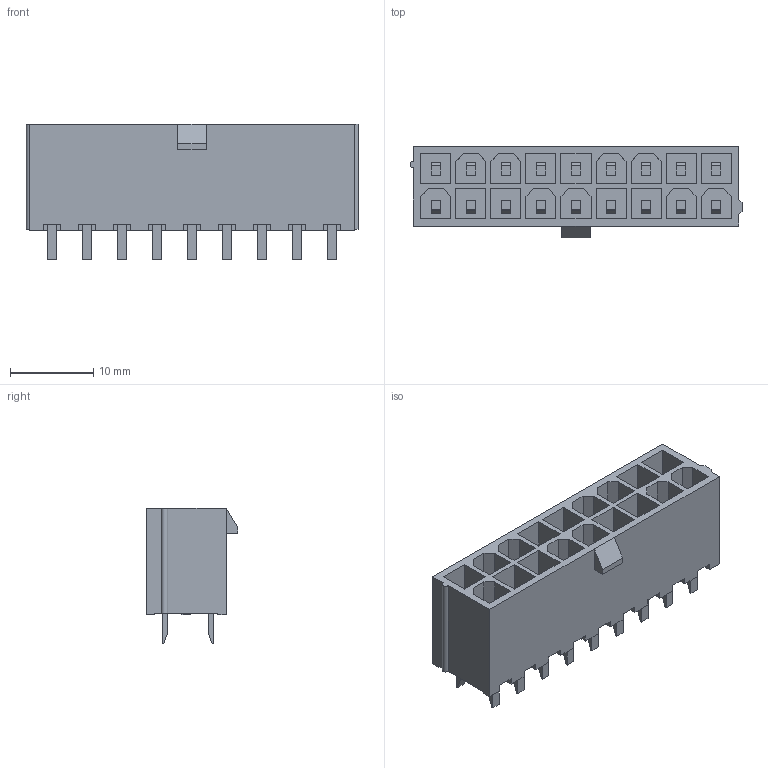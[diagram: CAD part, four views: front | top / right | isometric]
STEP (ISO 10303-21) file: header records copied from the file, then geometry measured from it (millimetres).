
FILE_DESCRIPTION((''),'2;1');
FILE_NAME('MOLEX_39-28-1183.stp','2015-11-16T16:56:14',(''),(''),'Mechanical Desktop 2011','Mechanical Desktop 2011',', , ');
FILE_SCHEMA(('AUTOMOTIVE_DESIGN { 1 2 10303 214 1 1 1 1 }'));
Length unit declared in the file: millimetre
Products named in the file (1): Product
Bounding box: 39.8 x 11 x 16.3 mm (x, y, z)
Volume: 2759.8 mm3; surface area: 5203.9 mm2
Topology: 37 solids, 37 shells, 529 faces, 1309 edges, 872 vertices
Faces by surface type: plane 528, cylinder 1
Entity records: 15345 total; most frequent: CARTESIAN_POINT 2711, ORIENTED_EDGE 2618, DIRECTION 2371, EDGE_CURVE 1309, VECTOR 1307, LINE 1307, VERTEX_POINT 872, EDGE_LOOP 547
